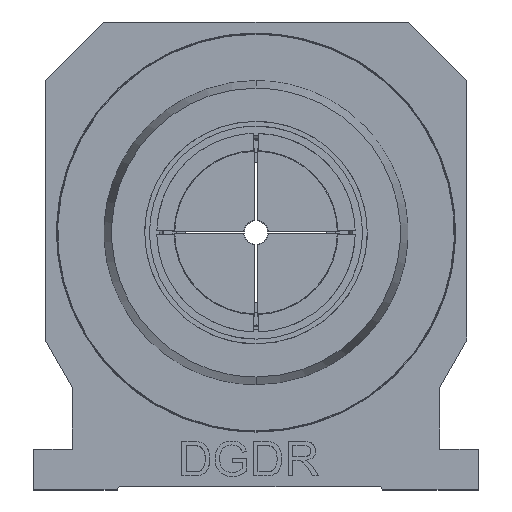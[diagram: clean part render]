
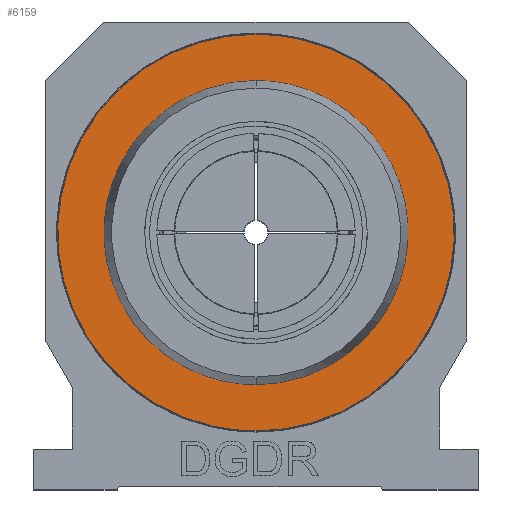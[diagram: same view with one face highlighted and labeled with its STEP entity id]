
A CAD part, front view. The second image highlights one B-rep face of the part: STEP entity #6159.
In plain terms, the highlighted planar face has unit normal (0, -1, 0).
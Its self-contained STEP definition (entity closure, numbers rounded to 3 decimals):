
#478 = CARTESIAN_POINT ( 'NONE',  ( 0., -49.952, 389.5 ) ) ;
#1132 =( BOUNDED_CURVE ( )  B_SPLINE_CURVE ( 2, ( #28885, #22345, #7716, #16628, #27251 ),
 .UNSPECIFIED., .F., .F. ) 
 B_SPLINE_CURVE_WITH_KNOTS ( ( 3, 2, 3 ),
 ( 0., 266.25, 532.499 ),
 .UNSPECIFIED. ) 
 CURVE ( )  GEOMETRIC_REPRESENTATION_ITEM ( )  RATIONAL_B_SPLINE_CURVE ( ( 1., 0.707, 1., 0.707, 1. ) ) 
 REPRESENTATION_ITEM ( '' )  );
#2829 = EDGE_CURVE ( 'NONE', #20089, #7900, #8135, .T. ) ;
#2907 = CARTESIAN_POINT ( 'NONE',  ( 2., -49.952, 151.614 ) ) ;
#3106 = VERTEX_POINT ( 'NONE', #9600 ) ;
#3196 = CARTESIAN_POINT ( 'NONE',  ( 0., -49.952, 288.445 ) ) ;
#3445 = VERTEX_POINT ( 'NONE', #9235 ) ;
#5170 = CARTESIAN_POINT ( 'NONE',  ( 169.5, -49.952, 389.5 ) ) ;
#5584 = FACE_BOUND ( 'NONE', #11464, .T. ) ;
#6159 = ADVANCED_FACE ( 'NONE', ( #5584, #12610 ), #12022, .T. ) ;
#7295 = CARTESIAN_POINT ( 'NONE',  ( 2., -49.952, 288.386 ) ) ;
#7716 = CARTESIAN_POINT ( 'NONE',  ( -169.5, -49.952, 220. ) ) ;
#7900 = VERTEX_POINT ( 'NONE', #8316 ) ;
#8024 = CARTESIAN_POINT ( 'NONE',  ( 2., -49.952, 288.386 ) ) ;
#8135 =( BOUNDED_CURVE ( )  B_SPLINE_CURVE ( 2, ( #12403, #18972, #23084, #27980, #23222, #3196, #8024 ),
 .UNSPECIFIED., .F., .F. ) 
 B_SPLINE_CURVE_WITH_KNOTS ( ( 3, 2, 2, 3 ),
 ( 5.592, 136.831, 273.663, 279.254 ),
 .UNSPECIFIED. ) 
 CURVE ( )  GEOMETRIC_REPRESENTATION_ITEM ( )  RATIONAL_B_SPLINE_CURVE ( ( 1., 0.727, 1., 0.707, 1., 1., 1. ) ) 
 REPRESENTATION_ITEM ( '' )  );
#8316 = CARTESIAN_POINT ( 'NONE',  ( 2., -49.952, 288.386 ) ) ;
#9103 = EDGE_CURVE ( 'NONE', #7900, #20089, #18802, .T. ) ;
#9235 = CARTESIAN_POINT ( 'NONE',  ( 0., -49.952, 50.5 ) ) ;
#9600 = CARTESIAN_POINT ( 'NONE',  ( 0., -49.952, 389.5 ) ) ;
#9881 = ORIENTED_EDGE ( 'NONE', *, *, #9103, .T. ) ;
#11464 = EDGE_LOOP ( 'NONE', ( #9881, #28084 ) ) ;
#11605 = CARTESIAN_POINT ( 'NONE',  ( 169.5, -49.952, 50.5 ) ) ;
#12022 = PLANE ( 'NONE',  #18678 ) ;
#12319 = DIRECTION ( 'NONE',  ( 0., 0., -1. ) ) ;
#12403 = CARTESIAN_POINT ( 'NONE',  ( -2., -49.952, 151.614 ) ) ;
#12407 = CARTESIAN_POINT ( 'NONE',  ( 0., -49.952, 151.555 ) ) ;
#12610 = FACE_OUTER_BOUND ( 'NONE', #21410, .T. ) ;
#12679 =( BOUNDED_CURVE ( )  B_SPLINE_CURVE ( 2, ( #18464, #11605, #13957, #5170, #478 ),
 .UNSPECIFIED., .F., .F. ) 
 B_SPLINE_CURVE_WITH_KNOTS ( ( 3, 2, 3 ),
 ( 532.499, 798.749, 1064.998 ),
 .UNSPECIFIED. ) 
 CURVE ( )  GEOMETRIC_REPRESENTATION_ITEM ( )  RATIONAL_B_SPLINE_CURVE ( ( 1., 0.707, 1., 0.707, 1. ) ) 
 REPRESENTATION_ITEM ( '' )  );
#13957 = CARTESIAN_POINT ( 'NONE',  ( 169.5, -49.952, 220. ) ) ;
#14056 = CARTESIAN_POINT ( 'NONE',  ( 68.386, -49.952, 222. ) ) ;
#14658 = EDGE_CURVE ( 'NONE', #3106, #3445, #1132, .T. ) ;
#16212 = CARTESIAN_POINT ( 'NONE',  ( 66.5, -49.952, 286.5 ) ) ;
#16628 = CARTESIAN_POINT ( 'NONE',  ( -169.5, -49.952, 50.5 ) ) ;
#18009 = ORIENTED_EDGE ( 'NONE', *, *, #28206, .T. ) ;
#18464 = CARTESIAN_POINT ( 'NONE',  ( 0., -49.952, 50.5 ) ) ;
#18678 = AXIS2_PLACEMENT_3D ( 'NONE', #23677, #21095, #12319 ) ;
#18802 =( BOUNDED_CURVE ( )  B_SPLINE_CURVE ( 2, ( #7295, #16212, #14056, #22946, #2907, #12407, #19540 ),
 .UNSPECIFIED., .F., .F. ) 
 B_SPLINE_CURVE_WITH_KNOTS ( ( 3, 2, 2, 3 ),
 ( -268.071, -136.831, 0., 5.592 ),
 .UNSPECIFIED. ) 
 CURVE ( )  GEOMETRIC_REPRESENTATION_ITEM ( )  RATIONAL_B_SPLINE_CURVE ( ( 1., 0.727, 1., 0.707, 1., 1., 1. ) ) 
 REPRESENTATION_ITEM ( '' )  );
#18972 = CARTESIAN_POINT ( 'NONE',  ( -66.5, -49.952, 153.5 ) ) ;
#19540 = CARTESIAN_POINT ( 'NONE',  ( -2., -49.952, 151.614 ) ) ;
#19764 = CARTESIAN_POINT ( 'NONE',  ( -2., -49.952, 151.614 ) ) ;
#20089 = VERTEX_POINT ( 'NONE', #19764 ) ;
#21095 = DIRECTION ( 'NONE',  ( 0., -1., 0. ) ) ;
#21410 = EDGE_LOOP ( 'NONE', ( #26875, #18009 ) ) ;
#22345 = CARTESIAN_POINT ( 'NONE',  ( -169.5, -49.952, 389.5 ) ) ;
#22946 = CARTESIAN_POINT ( 'NONE',  ( 70.386, -49.952, 153.614 ) ) ;
#23084 = CARTESIAN_POINT ( 'NONE',  ( -68.386, -49.952, 218. ) ) ;
#23222 = CARTESIAN_POINT ( 'NONE',  ( -2., -49.952, 288.386 ) ) ;
#23677 = CARTESIAN_POINT ( 'NONE',  ( -228.12, -49.952, -40.12 ) ) ;
#26875 = ORIENTED_EDGE ( 'NONE', *, *, #14658, .T. ) ;
#27251 = CARTESIAN_POINT ( 'NONE',  ( 0., -49.952, 50.5 ) ) ;
#27980 = CARTESIAN_POINT ( 'NONE',  ( -70.386, -49.952, 286.386 ) ) ;
#28084 = ORIENTED_EDGE ( 'NONE', *, *, #2829, .T. ) ;
#28206 = EDGE_CURVE ( 'NONE', #3445, #3106, #12679, .T. ) ;
#28885 = CARTESIAN_POINT ( 'NONE',  ( 0., -49.952, 389.5 ) ) ;
